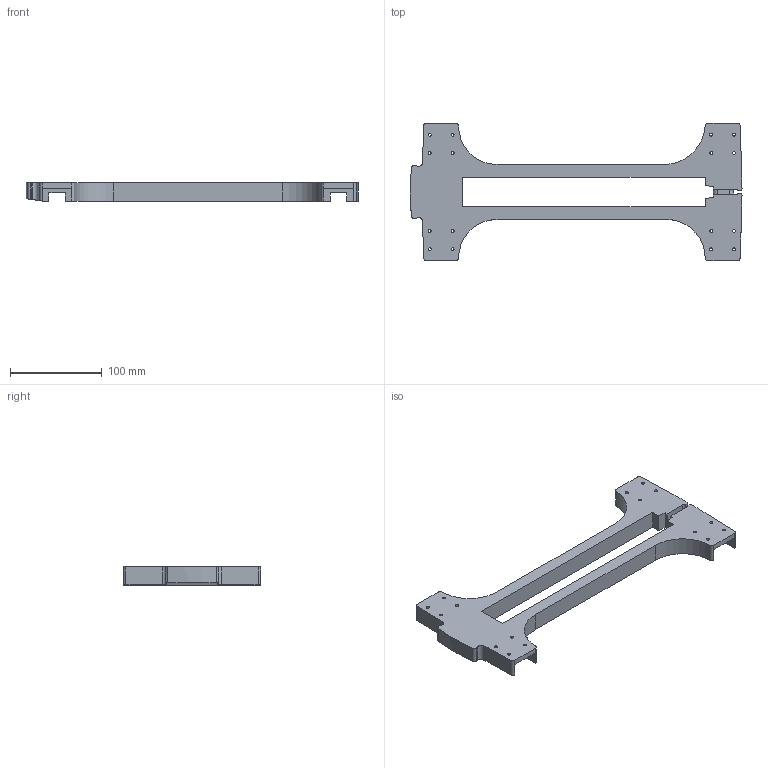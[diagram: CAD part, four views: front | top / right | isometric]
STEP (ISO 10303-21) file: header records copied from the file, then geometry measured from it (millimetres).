
FILE_DESCRIPTION(('FreeCAD Model'),'2;1');
FILE_NAME('Open CASCADE Shape Model','2025-06-22T23:50:38',(''),(''), 'Open CASCADE STEP processor 7.8','FreeCAD','Unknown');
FILE_SCHEMA(('AUTOMOTIVE_DESIGN_CC2 { 1 2 10303 214 -1 1 5 4 }'));
Length unit declared in the file: millimetre
Products named in the file (1): Curseur001
Bounding box: 362.17 x 150 x 20 mm (x, y, z)
Volume: 322713.5 mm3; surface area: 84793.1 mm2
Topology: 1 solids, 1 shells, 100 faces, 299 edges, 200 vertices
Faces by surface type: plane 53, cylinder 41, torus 5, bspline 1
Full cylindrical faces by diameter (mm): 3.2 x16
Entity records: 8072 total; most frequent: CARTESIAN_POINT 2041, DIRECTION 1140, LINE 669, VECTOR 669, ORIENTED_EDGE 598, PCURVE 598, DEFINITIONAL_REPRESENTATION 598, EDGE_CURVE 299
